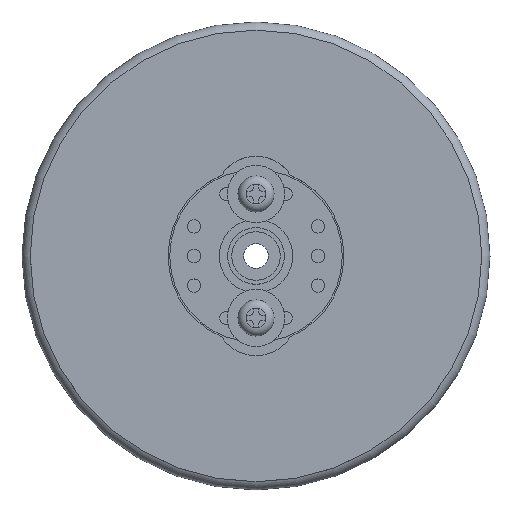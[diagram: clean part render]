
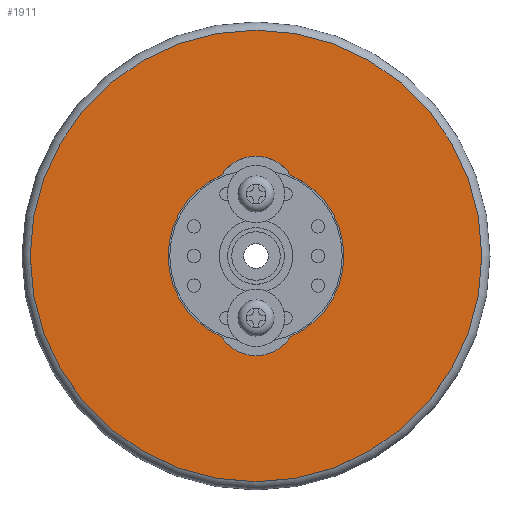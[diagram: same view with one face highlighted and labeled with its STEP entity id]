
A CAD part, top view. The second image highlights one B-rep face of the part: STEP entity #1911.
In plain terms, the highlighted planar face has unit normal (0, 0, 1).
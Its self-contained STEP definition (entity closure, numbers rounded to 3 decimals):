
#1911 = ADVANCED_FACE('',(#1912,#1948),#1925,.F.);
#1912 = FACE_BOUND('',#1913,.T.);
#1913 = EDGE_LOOP('',(#1914));
#1914 = ORIENTED_EDGE('',*,*,#1915,.F.);
#1915 = EDGE_CURVE('',#1916,#1916,#1918,.T.);
#1916 = VERTEX_POINT('',#1917);
#1917 = CARTESIAN_POINT('',(27.5,0.,3.5));
#1918 = SURFACE_CURVE('',#1919,(#1924,#1936),.PCURVE_S1.);
#1919 = CIRCLE('',#1920,27.5);
#1920 = AXIS2_PLACEMENT_3D('',#1921,#1922,#1923);
#1921 = CARTESIAN_POINT('',(0.,0.,3.5));
#1922 = DIRECTION('',(0.,0.,-1.));
#1923 = DIRECTION('',(1.,0.,0.));
#1924 = PCURVE('',#1925,#1930);
#1925 = PLANE('',#1926);
#1926 = AXIS2_PLACEMENT_3D('',#1927,#1928,#1929);
#1927 = CARTESIAN_POINT('',(0.,0.,3.5));
#1928 = DIRECTION('',(0.,0.,-1.));
#1929 = DIRECTION('',(1.,0.,0.));
#1930 = DEFINITIONAL_REPRESENTATION('',(#1931),#1935);
#1931 = CIRCLE('',#1932,27.5);
#1932 = AXIS2_PLACEMENT_2D('',#1933,#1934);
#1933 = CARTESIAN_POINT('',(0.,0.));
#1934 = DIRECTION('',(1.,-0.));
#1935 = ( GEOMETRIC_REPRESENTATION_CONTEXT(2) 
PARAMETRIC_REPRESENTATION_CONTEXT() REPRESENTATION_CONTEXT('2D SPACE',''
  ) );
#1936 = PCURVE('',#1937,#1942);
#1937 = CYLINDRICAL_SURFACE('',#1938,27.5);
#1938 = AXIS2_PLACEMENT_3D('',#1939,#1940,#1941);
#1939 = CARTESIAN_POINT('',(0.,0.,3.5));
#1940 = DIRECTION('',(0.,0.,-1.));
#1941 = DIRECTION('',(1.,0.,0.));
#1942 = DEFINITIONAL_REPRESENTATION('',(#1943),#1947);
#1943 = LINE('',#1944,#1945);
#1944 = CARTESIAN_POINT('',(0.,0.));
#1945 = VECTOR('',#1946,1.);
#1946 = DIRECTION('',(1.,0.));
#1947 = ( GEOMETRIC_REPRESENTATION_CONTEXT(2) 
PARAMETRIC_REPRESENTATION_CONTEXT() REPRESENTATION_CONTEXT('2D SPACE',''
  ) );
#1948 = FACE_BOUND('',#1949,.T.);
#1949 = EDGE_LOOP('',(#1950,#1985,#2018,#2051,#2084));
#1950 = ORIENTED_EDGE('',*,*,#1951,.F.);
#1951 = EDGE_CURVE('',#1952,#1954,#1956,.T.);
#1952 = VERTEX_POINT('',#1953);
#1953 = CARTESIAN_POINT('',(-10.7,0.,3.5));
#1954 = VERTEX_POINT('',#1955);
#1955 = CARTESIAN_POINT('',(-4.219,-9.833,3.5));
#1956 = SURFACE_CURVE('',#1957,(#1962,#1973),.PCURVE_S1.);
#1957 = CIRCLE('',#1958,10.7);
#1958 = AXIS2_PLACEMENT_3D('',#1959,#1960,#1961);
#1959 = CARTESIAN_POINT('',(0.,0.,3.5));
#1960 = DIRECTION('',(0.,0.,1.));
#1961 = DIRECTION('',(-1.,0.,0.));
#1962 = PCURVE('',#1925,#1963);
#1963 = DEFINITIONAL_REPRESENTATION('',(#1964),#1972);
#1964 = ( BOUNDED_CURVE() B_SPLINE_CURVE(2,(#1965,#1966,#1967,#1968,
#1969,#1970,#1971),.UNSPECIFIED.,.F.,.F.) B_SPLINE_CURVE_WITH_KNOTS((1,2
    ,2,2,2,1),(-2.094,0.,2.094,4.189,
6.283,8.378),.UNSPECIFIED.) CURVE() 
GEOMETRIC_REPRESENTATION_ITEM() RATIONAL_B_SPLINE_CURVE((1.,0.5,1.,0.5,
1.,0.5,1.)) REPRESENTATION_ITEM('') );
#1965 = CARTESIAN_POINT('',(-10.7,0.));
#1966 = CARTESIAN_POINT('',(-10.7,18.533));
#1967 = CARTESIAN_POINT('',(5.35,9.266));
#1968 = CARTESIAN_POINT('',(21.4,0.));
#1969 = CARTESIAN_POINT('',(5.35,-9.266));
#1970 = CARTESIAN_POINT('',(-10.7,-18.533));
#1971 = CARTESIAN_POINT('',(-10.7,0.));
#1972 = ( GEOMETRIC_REPRESENTATION_CONTEXT(2) 
PARAMETRIC_REPRESENTATION_CONTEXT() REPRESENTATION_CONTEXT('2D SPACE',''
  ) );
#1973 = PCURVE('',#1974,#1979);
#1974 = CYLINDRICAL_SURFACE('',#1975,10.7);
#1975 = AXIS2_PLACEMENT_3D('',#1976,#1977,#1978);
#1976 = CARTESIAN_POINT('',(0.,0.,3.5));
#1977 = DIRECTION('',(0.,0.,1.));
#1978 = DIRECTION('',(-1.,0.,0.));
#1979 = DEFINITIONAL_REPRESENTATION('',(#1980),#1984);
#1980 = LINE('',#1981,#1982);
#1981 = CARTESIAN_POINT('',(0.,0.));
#1982 = VECTOR('',#1983,1.);
#1983 = DIRECTION('',(1.,0.));
#1984 = ( GEOMETRIC_REPRESENTATION_CONTEXT(2) 
PARAMETRIC_REPRESENTATION_CONTEXT() REPRESENTATION_CONTEXT('2D SPACE',''
  ) );
#1985 = ORIENTED_EDGE('',*,*,#1986,.F.);
#1986 = EDGE_CURVE('',#1987,#1952,#1989,.T.);
#1987 = VERTEX_POINT('',#1988);
#1988 = CARTESIAN_POINT('',(-4.219,9.833,3.5));
#1989 = SURFACE_CURVE('',#1990,(#1995,#2006),.PCURVE_S1.);
#1990 = CIRCLE('',#1991,10.7);
#1991 = AXIS2_PLACEMENT_3D('',#1992,#1993,#1994);
#1992 = CARTESIAN_POINT('',(0.,0.,3.5));
#1993 = DIRECTION('',(0.,0.,1.));
#1994 = DIRECTION('',(-1.,0.,0.));
#1995 = PCURVE('',#1925,#1996);
#1996 = DEFINITIONAL_REPRESENTATION('',(#1997),#2005);
#1997 = ( BOUNDED_CURVE() B_SPLINE_CURVE(2,(#1998,#1999,#2000,#2001,
#2002,#2003,#2004),.UNSPECIFIED.,.F.,.F.) B_SPLINE_CURVE_WITH_KNOTS((1,2
    ,2,2,2,1),(-2.094,0.,2.094,4.189,
6.283,8.378),.UNSPECIFIED.) CURVE() 
GEOMETRIC_REPRESENTATION_ITEM() RATIONAL_B_SPLINE_CURVE((1.,0.5,1.,0.5,
1.,0.5,1.)) REPRESENTATION_ITEM('') );
#1998 = CARTESIAN_POINT('',(-10.7,0.));
#1999 = CARTESIAN_POINT('',(-10.7,18.533));
#2000 = CARTESIAN_POINT('',(5.35,9.266));
#2001 = CARTESIAN_POINT('',(21.4,0.));
#2002 = CARTESIAN_POINT('',(5.35,-9.266));
#2003 = CARTESIAN_POINT('',(-10.7,-18.533));
#2004 = CARTESIAN_POINT('',(-10.7,0.));
#2005 = ( GEOMETRIC_REPRESENTATION_CONTEXT(2) 
PARAMETRIC_REPRESENTATION_CONTEXT() REPRESENTATION_CONTEXT('2D SPACE',''
  ) );
#2006 = PCURVE('',#2007,#2012);
#2007 = CYLINDRICAL_SURFACE('',#2008,10.7);
#2008 = AXIS2_PLACEMENT_3D('',#2009,#2010,#2011);
#2009 = CARTESIAN_POINT('',(0.,0.,3.5));
#2010 = DIRECTION('',(0.,0.,1.));
#2011 = DIRECTION('',(-1.,0.,0.));
#2012 = DEFINITIONAL_REPRESENTATION('',(#2013),#2017);
#2013 = LINE('',#2014,#2015);
#2014 = CARTESIAN_POINT('',(0.,0.));
#2015 = VECTOR('',#2016,1.);
#2016 = DIRECTION('',(1.,0.));
#2017 = ( GEOMETRIC_REPRESENTATION_CONTEXT(2) 
PARAMETRIC_REPRESENTATION_CONTEXT() REPRESENTATION_CONTEXT('2D SPACE',''
  ) );
#2018 = ORIENTED_EDGE('',*,*,#2019,.F.);
#2019 = EDGE_CURVE('',#2020,#1987,#2022,.T.);
#2020 = VERTEX_POINT('',#2021);
#2021 = CARTESIAN_POINT('',(4.219,9.833,3.5));
#2022 = SURFACE_CURVE('',#2023,(#2028,#2039),.PCURVE_S1.);
#2023 = CIRCLE('',#2024,5.);
#2024 = AXIS2_PLACEMENT_3D('',#2025,#2026,#2027);
#2025 = CARTESIAN_POINT('',(0.,7.15,3.5));
#2026 = DIRECTION('',(0.,0.,1.));
#2027 = DIRECTION('',(1.,0.,0.));
#2028 = PCURVE('',#1925,#2029);
#2029 = DEFINITIONAL_REPRESENTATION('',(#2030),#2038);
#2030 = ( BOUNDED_CURVE() B_SPLINE_CURVE(2,(#2031,#2032,#2033,#2034,
#2035,#2036,#2037),.UNSPECIFIED.,.F.,.F.) B_SPLINE_CURVE_WITH_KNOTS((1,2
    ,2,2,2,1),(-2.094,0.,2.094,4.189,
6.283,8.378),.UNSPECIFIED.) CURVE() 
GEOMETRIC_REPRESENTATION_ITEM() RATIONAL_B_SPLINE_CURVE((1.,0.5,1.,0.5,
1.,0.5,1.)) REPRESENTATION_ITEM('') );
#2031 = CARTESIAN_POINT('',(5.,-7.15));
#2032 = CARTESIAN_POINT('',(5.,-15.81));
#2033 = CARTESIAN_POINT('',(-2.5,-11.48));
#2034 = CARTESIAN_POINT('',(-10.,-7.15));
#2035 = CARTESIAN_POINT('',(-2.5,-2.82));
#2036 = CARTESIAN_POINT('',(5.,1.51));
#2037 = CARTESIAN_POINT('',(5.,-7.15));
#2038 = ( GEOMETRIC_REPRESENTATION_CONTEXT(2) 
PARAMETRIC_REPRESENTATION_CONTEXT() REPRESENTATION_CONTEXT('2D SPACE',''
  ) );
#2039 = PCURVE('',#2040,#2045);
#2040 = CYLINDRICAL_SURFACE('',#2041,5.);
#2041 = AXIS2_PLACEMENT_3D('',#2042,#2043,#2044);
#2042 = CARTESIAN_POINT('',(0.,7.15,3.5));
#2043 = DIRECTION('',(0.,0.,1.));
#2044 = DIRECTION('',(1.,0.,0.));
#2045 = DEFINITIONAL_REPRESENTATION('',(#2046),#2050);
#2046 = LINE('',#2047,#2048);
#2047 = CARTESIAN_POINT('',(0.,0.));
#2048 = VECTOR('',#2049,1.);
#2049 = DIRECTION('',(1.,0.));
#2050 = ( GEOMETRIC_REPRESENTATION_CONTEXT(2) 
PARAMETRIC_REPRESENTATION_CONTEXT() REPRESENTATION_CONTEXT('2D SPACE',''
  ) );
#2051 = ORIENTED_EDGE('',*,*,#2052,.F.);
#2052 = EDGE_CURVE('',#2053,#2020,#2055,.T.);
#2053 = VERTEX_POINT('',#2054);
#2054 = CARTESIAN_POINT('',(4.219,-9.833,3.5));
#2055 = SURFACE_CURVE('',#2056,(#2061,#2072),.PCURVE_S1.);
#2056 = CIRCLE('',#2057,10.7);
#2057 = AXIS2_PLACEMENT_3D('',#2058,#2059,#2060);
#2058 = CARTESIAN_POINT('',(0.,0.,3.5));
#2059 = DIRECTION('',(0.,0.,1.));
#2060 = DIRECTION('',(-1.,0.,0.));
#2061 = PCURVE('',#1925,#2062);
#2062 = DEFINITIONAL_REPRESENTATION('',(#2063),#2071);
#2063 = ( BOUNDED_CURVE() B_SPLINE_CURVE(2,(#2064,#2065,#2066,#2067,
#2068,#2069,#2070),.UNSPECIFIED.,.F.,.F.) B_SPLINE_CURVE_WITH_KNOTS((1,2
    ,2,2,2,1),(-2.094,0.,2.094,4.189,
6.283,8.378),.UNSPECIFIED.) CURVE() 
GEOMETRIC_REPRESENTATION_ITEM() RATIONAL_B_SPLINE_CURVE((1.,0.5,1.,0.5,
1.,0.5,1.)) REPRESENTATION_ITEM('') );
#2064 = CARTESIAN_POINT('',(-10.7,0.));
#2065 = CARTESIAN_POINT('',(-10.7,18.533));
#2066 = CARTESIAN_POINT('',(5.35,9.266));
#2067 = CARTESIAN_POINT('',(21.4,0.));
#2068 = CARTESIAN_POINT('',(5.35,-9.266));
#2069 = CARTESIAN_POINT('',(-10.7,-18.533));
#2070 = CARTESIAN_POINT('',(-10.7,0.));
#2071 = ( GEOMETRIC_REPRESENTATION_CONTEXT(2) 
PARAMETRIC_REPRESENTATION_CONTEXT() REPRESENTATION_CONTEXT('2D SPACE',''
  ) );
#2072 = PCURVE('',#2073,#2078);
#2073 = CYLINDRICAL_SURFACE('',#2074,10.7);
#2074 = AXIS2_PLACEMENT_3D('',#2075,#2076,#2077);
#2075 = CARTESIAN_POINT('',(0.,0.,3.5));
#2076 = DIRECTION('',(0.,0.,1.));
#2077 = DIRECTION('',(-1.,0.,0.));
#2078 = DEFINITIONAL_REPRESENTATION('',(#2079),#2083);
#2079 = LINE('',#2080,#2081);
#2080 = CARTESIAN_POINT('',(0.,0.));
#2081 = VECTOR('',#2082,1.);
#2082 = DIRECTION('',(1.,0.));
#2083 = ( GEOMETRIC_REPRESENTATION_CONTEXT(2) 
PARAMETRIC_REPRESENTATION_CONTEXT() REPRESENTATION_CONTEXT('2D SPACE',''
  ) );
#2084 = ORIENTED_EDGE('',*,*,#2085,.F.);
#2085 = EDGE_CURVE('',#1954,#2053,#2086,.T.);
#2086 = SURFACE_CURVE('',#2087,(#2092,#2103),.PCURVE_S1.);
#2087 = CIRCLE('',#2088,5.);
#2088 = AXIS2_PLACEMENT_3D('',#2089,#2090,#2091);
#2089 = CARTESIAN_POINT('',(0.,-7.15,3.5));
#2090 = DIRECTION('',(0.,0.,1.));
#2091 = DIRECTION('',(-1.,0.,0.));
#2092 = PCURVE('',#1925,#2093);
#2093 = DEFINITIONAL_REPRESENTATION('',(#2094),#2102);
#2094 = ( BOUNDED_CURVE() B_SPLINE_CURVE(2,(#2095,#2096,#2097,#2098,
#2099,#2100,#2101),.UNSPECIFIED.,.F.,.F.) B_SPLINE_CURVE_WITH_KNOTS((1,2
    ,2,2,2,1),(-2.094,0.,2.094,4.189,
6.283,8.378),.UNSPECIFIED.) CURVE() 
GEOMETRIC_REPRESENTATION_ITEM() RATIONAL_B_SPLINE_CURVE((1.,0.5,1.,0.5,
1.,0.5,1.)) REPRESENTATION_ITEM('') );
#2095 = CARTESIAN_POINT('',(-5.,7.15));
#2096 = CARTESIAN_POINT('',(-5.,15.81));
#2097 = CARTESIAN_POINT('',(2.5,11.48));
#2098 = CARTESIAN_POINT('',(10.,7.15));
#2099 = CARTESIAN_POINT('',(2.5,2.82));
#2100 = CARTESIAN_POINT('',(-5.,-1.51));
#2101 = CARTESIAN_POINT('',(-5.,7.15));
#2102 = ( GEOMETRIC_REPRESENTATION_CONTEXT(2) 
PARAMETRIC_REPRESENTATION_CONTEXT() REPRESENTATION_CONTEXT('2D SPACE',''
  ) );
#2103 = PCURVE('',#2104,#2109);
#2104 = CYLINDRICAL_SURFACE('',#2105,5.);
#2105 = AXIS2_PLACEMENT_3D('',#2106,#2107,#2108);
#2106 = CARTESIAN_POINT('',(0.,-7.15,3.5));
#2107 = DIRECTION('',(0.,0.,1.));
#2108 = DIRECTION('',(-1.,0.,0.));
#2109 = DEFINITIONAL_REPRESENTATION('',(#2110),#2114);
#2110 = LINE('',#2111,#2112);
#2111 = CARTESIAN_POINT('',(0.,0.));
#2112 = VECTOR('',#2113,1.);
#2113 = DIRECTION('',(1.,0.));
#2114 = ( GEOMETRIC_REPRESENTATION_CONTEXT(2) 
PARAMETRIC_REPRESENTATION_CONTEXT() REPRESENTATION_CONTEXT('2D SPACE',''
  ) );
